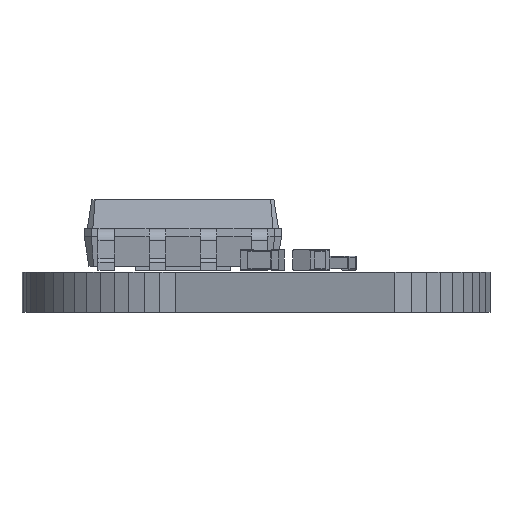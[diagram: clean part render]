
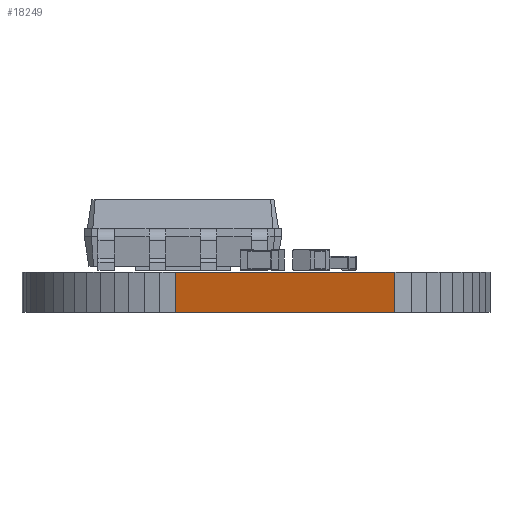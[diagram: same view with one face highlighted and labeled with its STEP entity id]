
A CAD part, left-side view. The second image highlights one B-rep face of the part: STEP entity #18249.
In plain terms, the highlighted planar face has unit normal (-0.958, 0.287, 0).
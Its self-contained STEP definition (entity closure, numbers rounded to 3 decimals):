
#15296 = PLANE('',#15297);
#15297 = AXIS2_PLACEMENT_3D('',#15298,#15299,#15300);
#15298 = CARTESIAN_POINT('',(79.068,-41.646,0.999));
#15299 = DIRECTION('',(-0.,-0.,-1.));
#15300 = DIRECTION('',(-1.,0.,0.));
#15350 = PLANE('',#15351);
#15351 = AXIS2_PLACEMENT_3D('',#15352,#15353,#15354);
#15352 = CARTESIAN_POINT('',(79.068,-41.646,0.));
#15353 = DIRECTION('',(-0.,-0.,-1.));
#15354 = DIRECTION('',(-1.,0.,0.));
#18141 = PLANE('',#18142);
#18142 = AXIS2_PLACEMENT_3D('',#18143,#18144,#18145);
#18143 = CARTESIAN_POINT('',(74.778,-45.675,0.));
#18144 = DIRECTION('',(-0.704,-0.71,0.));
#18145 = DIRECTION('',(-0.71,0.704,0.));
#18179 = VERTEX_POINT('',#18180);
#18180 = CARTESIAN_POINT('',(74.369,-45.269,0.999));
#18201 = EDGE_CURVE('',#18202,#18179,#18204,.T.);
#18202 = VERTEX_POINT('',#18203);
#18203 = CARTESIAN_POINT('',(74.369,-45.269,0.));
#18204 = SURFACE_CURVE('',#18205,(#18209,#18216),.PCURVE_S1.);
#18205 = LINE('',#18206,#18207);
#18206 = CARTESIAN_POINT('',(74.369,-45.269,0.));
#18207 = VECTOR('',#18208,1.);
#18208 = DIRECTION('',(0.,0.,1.));
#18209 = PCURVE('',#18141,#18210);
#18210 = DEFINITIONAL_REPRESENTATION('',(#18211),#18215);
#18211 = LINE('',#18212,#18213);
#18212 = CARTESIAN_POINT('',(0.576,0.));
#18213 = VECTOR('',#18214,1.);
#18214 = DIRECTION('',(0.,-1.));
#18215 = ( GEOMETRIC_REPRESENTATION_CONTEXT(2) 
PARAMETRIC_REPRESENTATION_CONTEXT() REPRESENTATION_CONTEXT('2D SPACE',''
  ) );
#18216 = PCURVE('',#18217,#18222);
#18217 = PLANE('',#18218);
#18218 = AXIS2_PLACEMENT_3D('',#18219,#18220,#18221);
#18219 = CARTESIAN_POINT('',(74.369,-45.269,0.));
#18220 = DIRECTION('',(-0.958,0.287,0.));
#18221 = DIRECTION('',(0.287,0.958,0.));
#18222 = DEFINITIONAL_REPRESENTATION('',(#18223),#18227);
#18223 = LINE('',#18224,#18225);
#18224 = CARTESIAN_POINT('',(0.,0.));
#18225 = VECTOR('',#18226,1.);
#18226 = DIRECTION('',(0.,-1.));
#18227 = ( GEOMETRIC_REPRESENTATION_CONTEXT(2) 
PARAMETRIC_REPRESENTATION_CONTEXT() REPRESENTATION_CONTEXT('2D SPACE',''
  ) );
#18249 = ADVANCED_FACE('',(#18250),#18217,.T.);
#18250 = FACE_BOUND('',#18251,.T.);
#18251 = EDGE_LOOP('',(#18252,#18253,#18276,#18304));
#18252 = ORIENTED_EDGE('',*,*,#18201,.T.);
#18253 = ORIENTED_EDGE('',*,*,#18254,.T.);
#18254 = EDGE_CURVE('',#18179,#18255,#18257,.T.);
#18255 = VERTEX_POINT('',#18256);
#18256 = CARTESIAN_POINT('',(76.004,-39.822,0.999));
#18257 = SURFACE_CURVE('',#18258,(#18262,#18269),.PCURVE_S1.);
#18258 = LINE('',#18259,#18260);
#18259 = CARTESIAN_POINT('',(74.369,-45.269,0.999));
#18260 = VECTOR('',#18261,1.);
#18261 = DIRECTION('',(0.287,0.958,0.));
#18262 = PCURVE('',#18217,#18263);
#18263 = DEFINITIONAL_REPRESENTATION('',(#18264),#18268);
#18264 = LINE('',#18265,#18266);
#18265 = CARTESIAN_POINT('',(0.,-0.999));
#18266 = VECTOR('',#18267,1.);
#18267 = DIRECTION('',(1.,0.));
#18268 = ( GEOMETRIC_REPRESENTATION_CONTEXT(2) 
PARAMETRIC_REPRESENTATION_CONTEXT() REPRESENTATION_CONTEXT('2D SPACE',''
  ) );
#18269 = PCURVE('',#15296,#18270);
#18270 = DEFINITIONAL_REPRESENTATION('',(#18271),#18275);
#18271 = LINE('',#18272,#18273);
#18272 = CARTESIAN_POINT('',(4.699,-3.623));
#18273 = VECTOR('',#18274,1.);
#18274 = DIRECTION('',(-0.287,0.958));
#18275 = ( GEOMETRIC_REPRESENTATION_CONTEXT(2) 
PARAMETRIC_REPRESENTATION_CONTEXT() REPRESENTATION_CONTEXT('2D SPACE',''
  ) );
#18276 = ORIENTED_EDGE('',*,*,#18277,.F.);
#18277 = EDGE_CURVE('',#18278,#18255,#18280,.T.);
#18278 = VERTEX_POINT('',#18279);
#18279 = CARTESIAN_POINT('',(76.004,-39.822,0.));
#18280 = SURFACE_CURVE('',#18281,(#18285,#18292),.PCURVE_S1.);
#18281 = LINE('',#18282,#18283);
#18282 = CARTESIAN_POINT('',(76.004,-39.822,0.));
#18283 = VECTOR('',#18284,1.);
#18284 = DIRECTION('',(0.,0.,1.));
#18285 = PCURVE('',#18217,#18286);
#18286 = DEFINITIONAL_REPRESENTATION('',(#18287),#18291);
#18287 = LINE('',#18288,#18289);
#18288 = CARTESIAN_POINT('',(5.687,0.));
#18289 = VECTOR('',#18290,1.);
#18290 = DIRECTION('',(0.,-1.));
#18291 = ( GEOMETRIC_REPRESENTATION_CONTEXT(2) 
PARAMETRIC_REPRESENTATION_CONTEXT() REPRESENTATION_CONTEXT('2D SPACE',''
  ) );
#18292 = PCURVE('',#18293,#18298);
#18293 = PLANE('',#18294);
#18294 = AXIS2_PLACEMENT_3D('',#18295,#18296,#18297);
#18295 = CARTESIAN_POINT('',(76.004,-39.822,0.));
#18296 = DIRECTION('',(-0.996,0.094,0.));
#18297 = DIRECTION('',(0.094,0.996,0.));
#18298 = DEFINITIONAL_REPRESENTATION('',(#18299),#18303);
#18299 = LINE('',#18300,#18301);
#18300 = CARTESIAN_POINT('',(0.,0.));
#18301 = VECTOR('',#18302,1.);
#18302 = DIRECTION('',(0.,-1.));
#18303 = ( GEOMETRIC_REPRESENTATION_CONTEXT(2) 
PARAMETRIC_REPRESENTATION_CONTEXT() REPRESENTATION_CONTEXT('2D SPACE',''
  ) );
#18304 = ORIENTED_EDGE('',*,*,#18305,.F.);
#18305 = EDGE_CURVE('',#18202,#18278,#18306,.T.);
#18306 = SURFACE_CURVE('',#18307,(#18311,#18318),.PCURVE_S1.);
#18307 = LINE('',#18308,#18309);
#18308 = CARTESIAN_POINT('',(74.369,-45.269,0.));
#18309 = VECTOR('',#18310,1.);
#18310 = DIRECTION('',(0.287,0.958,0.));
#18311 = PCURVE('',#18217,#18312);
#18312 = DEFINITIONAL_REPRESENTATION('',(#18313),#18317);
#18313 = LINE('',#18314,#18315);
#18314 = CARTESIAN_POINT('',(0.,0.));
#18315 = VECTOR('',#18316,1.);
#18316 = DIRECTION('',(1.,0.));
#18317 = ( GEOMETRIC_REPRESENTATION_CONTEXT(2) 
PARAMETRIC_REPRESENTATION_CONTEXT() REPRESENTATION_CONTEXT('2D SPACE',''
  ) );
#18318 = PCURVE('',#15350,#18319);
#18319 = DEFINITIONAL_REPRESENTATION('',(#18320),#18324);
#18320 = LINE('',#18321,#18322);
#18321 = CARTESIAN_POINT('',(4.699,-3.623));
#18322 = VECTOR('',#18323,1.);
#18323 = DIRECTION('',(-0.287,0.958));
#18324 = ( GEOMETRIC_REPRESENTATION_CONTEXT(2) 
PARAMETRIC_REPRESENTATION_CONTEXT() REPRESENTATION_CONTEXT('2D SPACE',''
  ) );
